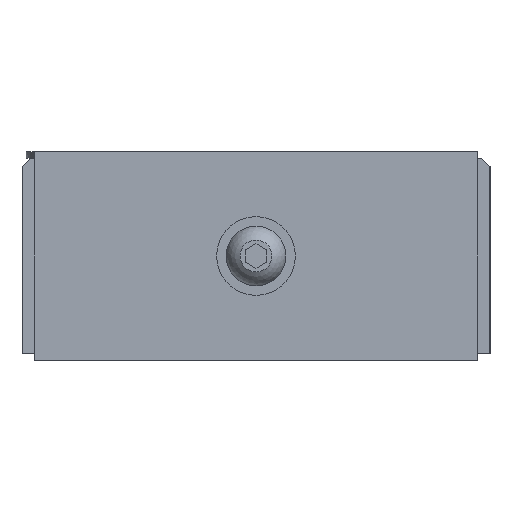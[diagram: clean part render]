
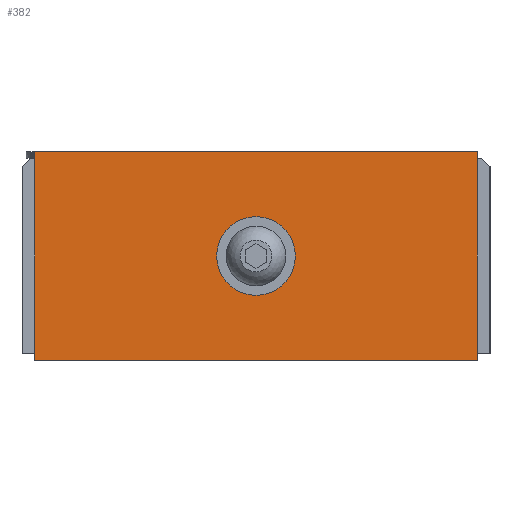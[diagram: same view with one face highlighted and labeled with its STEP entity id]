
A CAD part, left-side view. The second image highlights one B-rep face of the part: STEP entity #382.
In plain terms, the highlighted planar face has unit normal (-1, 0, 0).
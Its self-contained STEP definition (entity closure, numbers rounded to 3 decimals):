
#382 = ADVANCED_FACE( '', ( #942, #943 ), #944, .F. );
#942 = FACE_OUTER_BOUND( '', #1723, .T. );
#943 = FACE_BOUND( '', #1724, .T. );
#944 = PLANE( '', #1725 );
#1723 = EDGE_LOOP( '', ( #2797, #2798, #2799, #2800 ) );
#1724 = EDGE_LOOP( '', ( #2801 ) );
#1725 = AXIS2_PLACEMENT_3D( '', #2802, #2803, #2804 );
#2797 = ORIENTED_EDGE( '', *, *, #4151, .F. );
#2798 = ORIENTED_EDGE( '', *, *, #4152, .F. );
#2799 = ORIENTED_EDGE( '', *, *, #4153, .F. );
#2800 = ORIENTED_EDGE( '', *, *, #4154, .F. );
#2801 = ORIENTED_EDGE( '', *, *, #4155, .F. );
#2802 = CARTESIAN_POINT( '', ( -106., 52., 47.5 ) );
#2803 = DIRECTION( '', ( 1., 0., 0. ) );
#2804 = DIRECTION( '', ( 0., 0., 1. ) );
#4151 = EDGE_CURVE( '', #4953, #4954, #4955, .T. );
#4152 = EDGE_CURVE( '', #4956, #4953, #4957, .T. );
#4153 = EDGE_CURVE( '', #4958, #4956, #4959, .T. );
#4154 = EDGE_CURVE( '', #4954, #4958, #4960, .T. );
#4155 = EDGE_CURVE( '', #4961, #4961, #4962, .F. );
#4953 = VERTEX_POINT( '', #6197 );
#4954 = VERTEX_POINT( '', #6198 );
#4955 = LINE( '', #6199, #6200 );
#4956 = VERTEX_POINT( '', #6201 );
#4957 = LINE( '', #6202, #6203 );
#4958 = VERTEX_POINT( '', #6204 );
#4959 = LINE( '', #6205, #6206 );
#4960 = LINE( '', #6207, #6208 );
#4961 = VERTEX_POINT( '', #6209 );
#4962 = CIRCLE( '', #6210, 9.25 );
#6197 = CARTESIAN_POINT( '', ( -106., 52., -1.5 ) );
#6198 = CARTESIAN_POINT( '', ( -106., 52., 47.5 ) );
#6199 = CARTESIAN_POINT( '', ( -106., 52., -1.5 ) );
#6200 = VECTOR( '', #7099, 1000. );
#6201 = CARTESIAN_POINT( '', ( -106., -52., -1.5 ) );
#6202 = CARTESIAN_POINT( '', ( -106., -52., -1.5 ) );
#6203 = VECTOR( '', #7100, 1000. );
#6204 = CARTESIAN_POINT( '', ( -106., -52., 47.5 ) );
#6205 = CARTESIAN_POINT( '', ( -106., -52., 47.5 ) );
#6206 = VECTOR( '', #7101, 1000. );
#6207 = CARTESIAN_POINT( '', ( -106., 52., 47.5 ) );
#6208 = VECTOR( '', #7102, 1000. );
#6209 = CARTESIAN_POINT( '', ( -106., 0., 13.75 ) );
#6210 = AXIS2_PLACEMENT_3D( '', #7103, #7104, #7105 );
#7099 = DIRECTION( '', ( 0., 0., 1. ) );
#7100 = DIRECTION( '', ( 0., 1., 0. ) );
#7101 = DIRECTION( '', ( 0., 0., -1. ) );
#7102 = DIRECTION( '', ( 0., -1., 0. ) );
#7103 = CARTESIAN_POINT( '', ( -106., 0., 23. ) );
#7104 = DIRECTION( '', ( 1., 0., 0. ) );
#7105 = DIRECTION( '', ( 0., 0., -1. ) );
